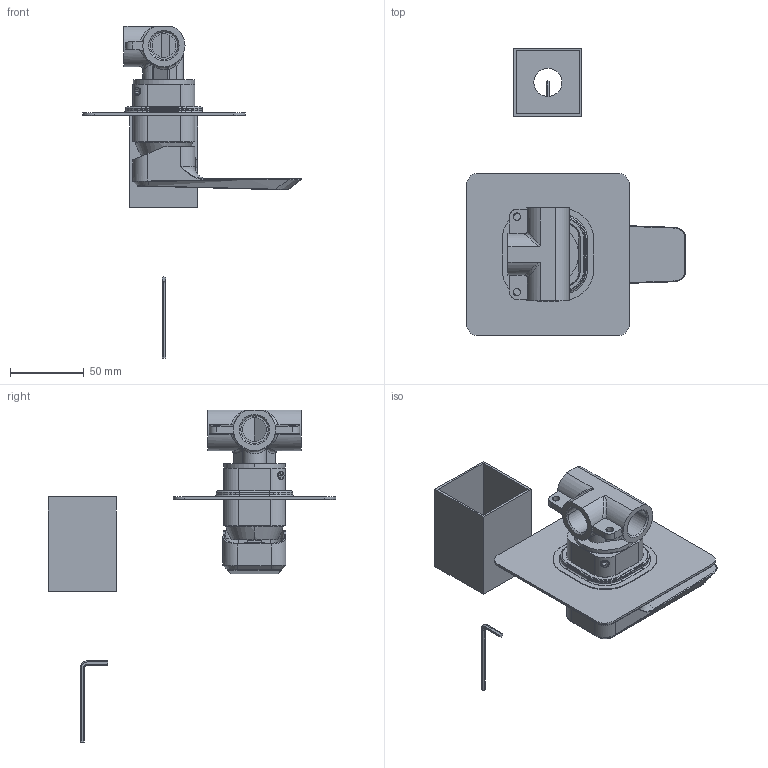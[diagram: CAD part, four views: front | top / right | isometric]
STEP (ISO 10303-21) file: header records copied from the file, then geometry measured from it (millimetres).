
FILE_DESCRIPTION((''),'2;1');
FILE_NAME('VFB348246-JO_ASM','2022-03-14T',('fth20'),(''),'CREO PARAMETRIC BY PTC INC, 2015480','CREO PARAMETRIC BY PTC INC, 2015480','');
FILE_SCHEMA(('CONFIG_CONTROL_DESIGN'));
Length unit declared in the file: millimetre
Products named in the file (17): 80T34029A; 81T34177; J10350SD01; 8YG16045; 81T24398; 7ZG16363; 80P35VFB2; 8CM5X7; 80N81050; 8EM5X5; 80W348246; 80W34456; 8MB348246_ASM; 8XJ34456; 8HT14364; 8BS25; VFB348246-JO_ASM
Assembly tree (16 placements, depth 3):
  VFB348246-JO_ASM
    80T34029A
    81T34177
    J10350SD01
    8YG16045
    81T24398
    7ZG16363
    80P35VFB2
    8CM5X7
    80N81050
    8EM5X5
    8MB348246_ASM
      80W348246
      80W34456
    8XJ34456
    8HT14364
    8BS25
Bounding box: 147.96 x 194.5 x 224.45 mm (x, y, z)
Volume: 153027.8 mm3; surface area: 135840.6 mm2
Topology: 20 solids, 20 shells, 1076 faces, 2670 edges, 1667 vertices
Faces by surface type: plane 496, cylinder 345, torus 110, cone 76, bspline 43, sphere 6
Entity records: 37006 total; most frequent: CARTESIAN_POINT 10889, DIRECTION 5545, ORIENTED_EDGE 5328, EDGE_CURVE 2664, AXIS2_PLACEMENT_3D 2077, VERTEX_POINT 1668, VECTOR 1391, LINE 1391
